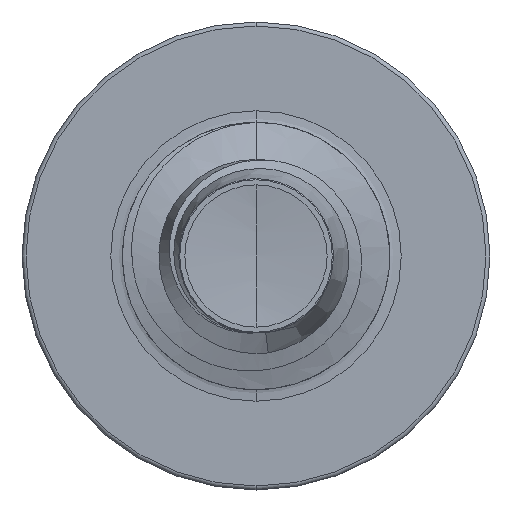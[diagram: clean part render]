
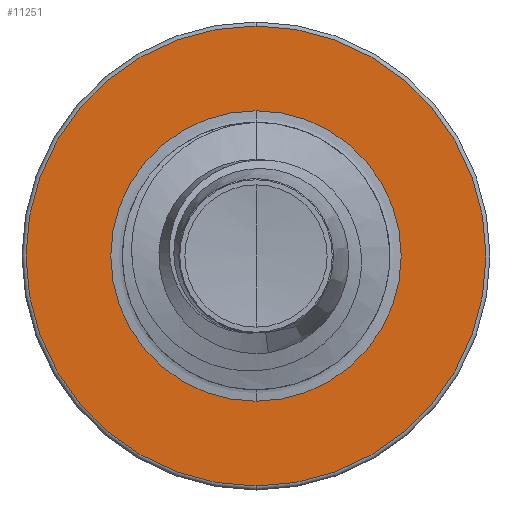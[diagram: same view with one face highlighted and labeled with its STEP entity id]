
A CAD part, front view. The second image highlights one B-rep face of the part: STEP entity #11251.
In plain terms, the highlighted planar face has unit normal (0, -1, 0).
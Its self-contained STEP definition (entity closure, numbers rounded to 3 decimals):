
#26 = CARTESIAN_POINT ( 'NONE',  ( 0., 3.5, 0. ) ) ;
#28 = DIRECTION ( 'NONE',  ( 0., 0., 1. ) ) ;
#653 = DIRECTION ( 'NONE',  ( 0., 0., 1. ) ) ;
#673 = DIRECTION ( 'NONE',  ( 0., 1., 0. ) ) ;
#714 = DIRECTION ( 'NONE',  ( 0., 1., 0. ) ) ;
#755 = CARTESIAN_POINT ( 'NONE',  ( 0., 3.5, 0. ) ) ;
#1186 = DIRECTION ( 'NONE',  ( 0., 0., 1. ) ) ;
#1209 = DIRECTION ( 'NONE',  ( 0., 1., 0. ) ) ;
#1260 = CARTESIAN_POINT ( 'NONE',  ( 0., 3.5, 0. ) ) ;
#2267 = CARTESIAN_POINT ( 'NONE',  ( 0., 3.5, 1.72 ) ) ;
#2670 = CARTESIAN_POINT ( 'NONE',  ( 0., 3.5, -1.72 ) ) ;
#2950 = VERTEX_POINT ( 'NONE', #2670 ) ;
#3843 = EDGE_CURVE ( 'NONE', #2950, #9881, #12839, .T. ) ;
#3857 = CIRCLE ( 'NONE', #7134, 1.086 ) ;
#4207 = EDGE_CURVE ( 'NONE', #8595, #9949, #9023, .T. ) ;
#4255 = DIRECTION ( 'NONE',  ( 0., 0., 1. ) ) ;
#4268 = DIRECTION ( 'NONE',  ( 0., 1., 0. ) ) ;
#4303 = CARTESIAN_POINT ( 'NONE',  ( 0., 3.5, 0. ) ) ;
#4837 = EDGE_CURVE ( 'NONE', #9949, #8595, #3857, .T. ) ;
#5926 = EDGE_CURVE ( 'NONE', #9881, #2950, #11304, .T. ) ;
#6761 = CARTESIAN_POINT ( 'NONE',  ( 0., 3.5, -1.086 ) ) ;
#6820 = ORIENTED_EDGE ( 'NONE', *, *, #4207, .T. ) ;
#7134 = AXIS2_PLACEMENT_3D ( 'NONE', #1260, #1209, #1186 ) ;
#7416 = EDGE_LOOP ( 'NONE', ( #8160, #11488 ) ) ;
#7420 = DIRECTION ( 'NONE',  ( 0., 1., 0. ) ) ;
#7646 = AXIS2_PLACEMENT_3D ( 'NONE', #4303, #4268, #4255 ) ;
#8160 = ORIENTED_EDGE ( 'NONE', *, *, #5926, .F. ) ;
#8595 = VERTEX_POINT ( 'NONE', #10334 ) ;
#9023 = CIRCLE ( 'NONE', #10838, 1.086 ) ;
#9113 = FACE_OUTER_BOUND ( 'NONE', #7416, .T. ) ;
#9476 = ORIENTED_EDGE ( 'NONE', *, *, #4837, .T. ) ;
#9881 = VERTEX_POINT ( 'NONE', #2267 ) ;
#9949 = VERTEX_POINT ( 'NONE', #6761 ) ;
#10334 = CARTESIAN_POINT ( 'NONE',  ( 0., 3.5, 1.086 ) ) ;
#10653 = PLANE ( 'NONE',  #12086 ) ;
#10791 = AXIS2_PLACEMENT_3D ( 'NONE', #26, #673, #28 ) ;
#10838 = AXIS2_PLACEMENT_3D ( 'NONE', #755, #714, #653 ) ;
#11251 = ADVANCED_FACE ( 'NONE', ( #9113, #12376 ), #10653, .F. ) ;
#11304 = CIRCLE ( 'NONE', #10791, 1.72 ) ;
#11425 = EDGE_LOOP ( 'NONE', ( #6820, #9476 ) ) ;
#11488 = ORIENTED_EDGE ( 'NONE', *, *, #3843, .F. ) ;
#11903 = CARTESIAN_POINT ( 'NONE',  ( 0., 3.5, -1.086 ) ) ;
#12086 = AXIS2_PLACEMENT_3D ( 'NONE', #11903, #7420, #12474 ) ;
#12376 = FACE_BOUND ( 'NONE', #11425, .T. ) ;
#12474 = DIRECTION ( 'NONE',  ( 0., 0., 1. ) ) ;
#12839 = CIRCLE ( 'NONE', #7646, 1.72 ) ;
